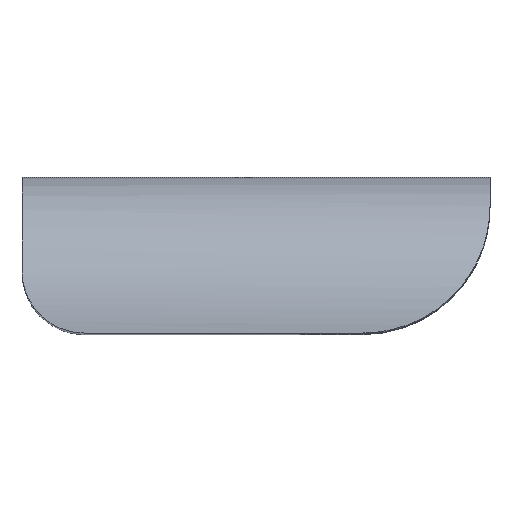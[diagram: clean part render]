
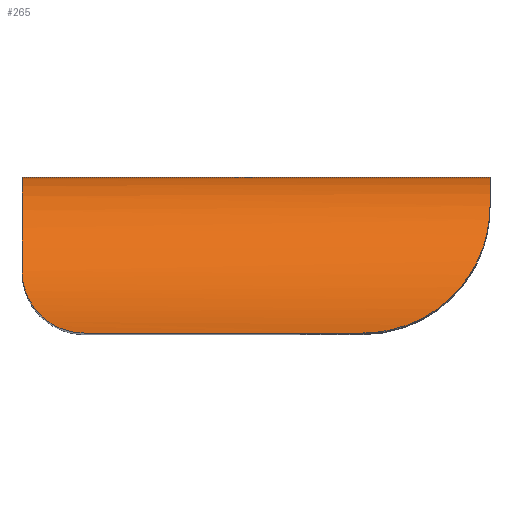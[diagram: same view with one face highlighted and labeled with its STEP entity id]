
A CAD part, top view. The second image highlights one B-rep face of the part: STEP entity #265.
In plain terms, the highlighted cylindrical face has radius 5 mm (diameter 10 mm), a partial arc.
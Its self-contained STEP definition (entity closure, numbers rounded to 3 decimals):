
#20=B_SPLINE_CURVE_WITH_KNOTS('',3,(#481,#482,#483,#484,#485,#486,#487,
#488,#489,#490,#491,#492),.UNSPECIFIED.,.F.,.F.,(4,2,2,2,2,4),(0.3,
0.44,0.532,0.625,0.804,0.983),
 .UNSPECIFIED.);
#21=B_SPLINE_CURVE_WITH_KNOTS('',3,(#498,#499,#500,#501,#502,#503,#504,
#505,#506,#507),.UNSPECIFIED.,.F.,.F.,(4,2,2,2,4),(1.294,1.369,
1.444,1.522,1.6),.UNSPECIFIED.);
#27=CYLINDRICAL_SURFACE('',#307,5.);
#41=FACE_OUTER_BOUND('',#57,.T.);
#57=EDGE_LOOP('',(#209,#210,#211,#212,#213,#214));
#75=CIRCLE('',#308,5.);
#76=CIRCLE('',#309,5.);
#89=LINE('',#523,#105);
#90=LINE('',#527,#106);
#105=VECTOR('',#361,10.);
#106=VECTOR('',#364,10.);
#127=VERTEX_POINT('',#478);
#128=VERTEX_POINT('',#480);
#129=VERTEX_POINT('',#496);
#130=VERTEX_POINT('',#497);
#133=VERTEX_POINT('',#524);
#134=VERTEX_POINT('',#526);
#156=EDGE_CURVE('',#127,#128,#20,.T.);
#159=EDGE_CURVE('',#129,#130,#21,.T.);
#163=EDGE_CURVE('',#129,#128,#89,.T.);
#164=EDGE_CURVE('',#127,#133,#75,.T.);
#165=EDGE_CURVE('',#133,#134,#90,.T.);
#166=EDGE_CURVE('',#134,#130,#76,.T.);
#209=ORIENTED_EDGE('',*,*,#159,.F.);
#210=ORIENTED_EDGE('',*,*,#163,.T.);
#211=ORIENTED_EDGE('',*,*,#156,.F.);
#212=ORIENTED_EDGE('',*,*,#164,.T.);
#213=ORIENTED_EDGE('',*,*,#165,.T.);
#214=ORIENTED_EDGE('',*,*,#166,.T.);
#265=ADVANCED_FACE('',(#41),#27,.T.);
#307=AXIS2_PLACEMENT_3D('',#522,#359,#360);
#308=AXIS2_PLACEMENT_3D('',#525,#362,#363);
#309=AXIS2_PLACEMENT_3D('',#528,#365,#366);
#359=DIRECTION('center_axis',(1.,0.,0.));
#360=DIRECTION('ref_axis',(0.,0.707,0.707));
#361=DIRECTION('',(1.,0.,0.));
#362=DIRECTION('center_axis',(-1.,0.,0.));
#363=DIRECTION('ref_axis',(0.,0.707,0.707));
#364=DIRECTION('',(-1.,0.,0.));
#365=DIRECTION('center_axis',(1.,0.,0.));
#366=DIRECTION('ref_axis',(0.,0.707,0.707));
#478=CARTESIAN_POINT('',(0.,4.074,-2.101));
#480=CARTESIAN_POINT('',(-4.074,0.,0.));
#481=CARTESIAN_POINT('Ctrl Pts',(0.,4.074,-2.101));
#482=CARTESIAN_POINT('Ctrl Pts',(0.,3.796,
-1.71));
#483=CARTESIAN_POINT('Ctrl Pts',(-0.029,3.463,-1.365));
#484=CARTESIAN_POINT('Ctrl Pts',(-0.175,2.867,-0.892));
#485=CARTESIAN_POINT('Ctrl Pts',(-0.266,2.594,-0.714));
#486=CARTESIAN_POINT('Ctrl Pts',(-0.526,2.048,-0.428));
#487=CARTESIAN_POINT('Ctrl Pts',(-0.696,1.777,-0.32));
#488=CARTESIAN_POINT('Ctrl Pts',(-1.242,1.089,-0.097));
#489=CARTESIAN_POINT('Ctrl Pts',(-1.732,0.683,-0.039));
#490=CARTESIAN_POINT('Ctrl Pts',(-2.85,0.139,0.006));
#491=CARTESIAN_POINT('Ctrl Pts',(-3.478,0.,
0.));
#492=CARTESIAN_POINT('Ctrl Pts',(-4.074,0.,0.));
#496=CARTESIAN_POINT('',(-13.007,0.,0.));
#497=CARTESIAN_POINT('',(-15.,1.993,-0.414));
#498=CARTESIAN_POINT('Ctrl Pts',(-13.007,0.,0.));
#499=CARTESIAN_POINT('Ctrl Pts',(-13.258,0.,
0.));
#500=CARTESIAN_POINT('Ctrl Pts',(-13.525,0.05,0.001));
#501=CARTESIAN_POINT('Ctrl Pts',(-14.016,0.254,-0.005));
#502=CARTESIAN_POINT('Ctrl Pts',(-14.24,0.407,-0.013));
#503=CARTESIAN_POINT('Ctrl Pts',(-14.599,0.766,-0.056));
#504=CARTESIAN_POINT('Ctrl Pts',(-14.754,0.998,-0.094));
#505=CARTESIAN_POINT('Ctrl Pts',(-14.954,1.492,-0.221));
#506=CARTESIAN_POINT('Ctrl Pts',(-15.,1.755,-0.311));
#507=CARTESIAN_POINT('Ctrl Pts',(-15.,1.993,-0.414));
#522=CARTESIAN_POINT('Origin',(-11.25,0.,-5.));
#523=CARTESIAN_POINT('',(-15.,0.,0.));
#524=CARTESIAN_POINT('',(0.,5.,-5.));
#525=CARTESIAN_POINT('Origin',(0.,0.,-5.));
#526=CARTESIAN_POINT('',(-15.,5.,-5.));
#527=CARTESIAN_POINT('',(-11.25,5.,-5.));
#528=CARTESIAN_POINT('Origin',(-15.,0.,-5.));
